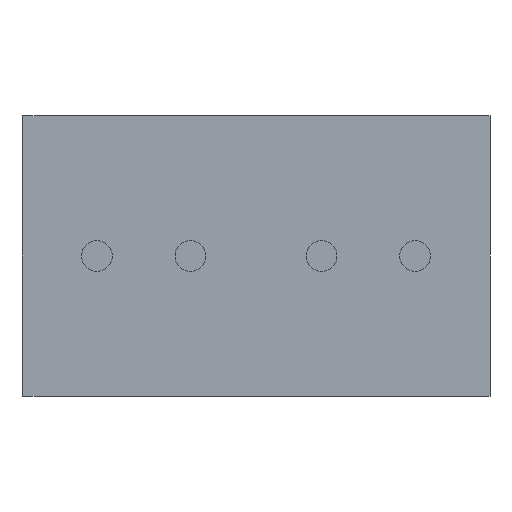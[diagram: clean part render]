
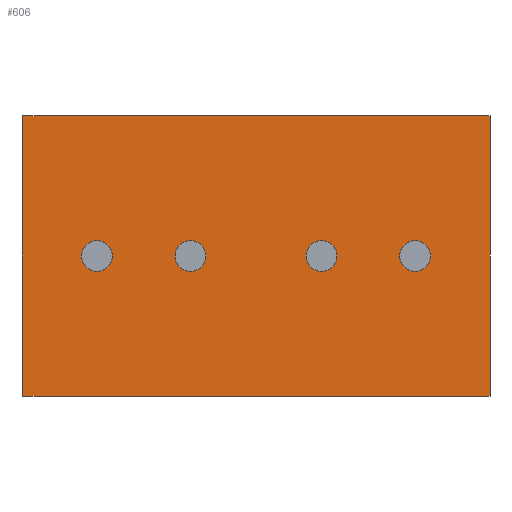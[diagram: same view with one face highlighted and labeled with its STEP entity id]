
A CAD part, front view. The second image highlights one B-rep face of the part: STEP entity #606.
In plain terms, the highlighted planar face has unit normal (0, -1, 0).
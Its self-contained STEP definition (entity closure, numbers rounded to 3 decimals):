
#1 = EDGE_CURVE ( 'NONE', #544, #162, #520, .T. ) ;
#2 = EDGE_CURVE ( 'NONE', #241, #636, #532, .T. ) ;
#8 = EDGE_CURVE ( 'NONE', #25, #62, #623, .T. ) ;
#16 = CARTESIAN_POINT ( 'NONE',  ( 0., -15.5, 15. ) ) ;
#23 = CIRCLE ( 'NONE', #690, 1.65 ) ;
#25 = VERTEX_POINT ( 'NONE', #91 ) ;
#31 = ORIENTED_EDGE ( 'NONE', *, *, #489, .F. ) ;
#33 = DIRECTION ( 'NONE',  ( 0., 0., 1. ) ) ;
#37 = DIRECTION ( 'NONE',  ( 0., -1., 0. ) ) ;
#39 = CARTESIAN_POINT ( 'NONE',  ( 7., -15.5, -1.65 ) ) ;
#60 = AXIS2_PLACEMENT_3D ( 'NONE', #345, #340, #535 ) ;
#61 = AXIS2_PLACEMENT_3D ( 'NONE', #411, #590, #33 ) ;
#62 = VERTEX_POINT ( 'NONE', #775 ) ;
#71 = AXIS2_PLACEMENT_3D ( 'NONE', #664, #37, #729 ) ;
#73 = EDGE_LOOP ( 'NONE', ( #437, #570 ) ) ;
#89 = EDGE_CURVE ( 'NONE', #241, #501, #515, .T. ) ;
#91 = CARTESIAN_POINT ( 'NONE',  ( 17., -15.5, -1.65 ) ) ;
#98 = CARTESIAN_POINT ( 'NONE',  ( -25., -15.5, 15. ) ) ;
#100 = CARTESIAN_POINT ( 'NONE',  ( -17., -15.5, 1.65 ) ) ;
#102 = FACE_BOUND ( 'NONE', #409, .T. ) ;
#106 = VERTEX_POINT ( 'NONE', #39 ) ;
#113 = ORIENTED_EDGE ( 'NONE', *, *, #395, .T. ) ;
#123 = EDGE_CURVE ( 'NONE', #62, #25, #189, .T. ) ;
#124 = DIRECTION ( 'NONE',  ( 0., -1., 0. ) ) ;
#126 = CIRCLE ( 'NONE', #622, 1.65 ) ;
#144 = CIRCLE ( 'NONE', #252, 1.65 ) ;
#149 = ORIENTED_EDGE ( 'NONE', *, *, #584, .F. ) ;
#150 = CARTESIAN_POINT ( 'NONE',  ( -7., -15.5, 0. ) ) ;
#157 = VERTEX_POINT ( 'NONE', #160 ) ;
#160 = CARTESIAN_POINT ( 'NONE',  ( -17., -15.5, -1.65 ) ) ;
#162 = VERTEX_POINT ( 'NONE', #670 ) ;
#189 = CIRCLE ( 'NONE', #71, 1.65 ) ;
#198 = DIRECTION ( 'NONE',  ( 0., -1., 0. ) ) ;
#199 = VERTEX_POINT ( 'NONE', #100 ) ;
#203 = DIRECTION ( 'NONE',  ( 0., 0., -1. ) ) ;
#219 = DIRECTION ( 'NONE',  ( 0., 0., 1. ) ) ;
#241 = VERTEX_POINT ( 'NONE', #361 ) ;
#243 = ORIENTED_EDGE ( 'NONE', *, *, #123, .F. ) ;
#252 = AXIS2_PLACEMENT_3D ( 'NONE', #684, #552, #727 ) ;
#270 = CARTESIAN_POINT ( 'NONE',  ( 0., -15.5, 15. ) ) ;
#275 = CARTESIAN_POINT ( 'NONE',  ( 25., -15.5, 15. ) ) ;
#284 = EDGE_CURVE ( 'NONE', #636, #422, #496, .T. ) ;
#286 = PLANE ( 'NONE',  #399 ) ;
#291 = EDGE_CURVE ( 'NONE', #106, #613, #337, .T. ) ;
#331 = ORIENTED_EDGE ( 'NONE', *, *, #284, .F. ) ;
#333 = DIRECTION ( 'NONE',  ( 0., 0., -1. ) ) ;
#335 = VECTOR ( 'NONE', #333, 1000. ) ;
#336 = FACE_BOUND ( 'NONE', #73, .T. ) ;
#337 = CIRCLE ( 'NONE', #712, 1.65 ) ;
#340 = DIRECTION ( 'NONE',  ( 0., -1., 0. ) ) ;
#345 = CARTESIAN_POINT ( 'NONE',  ( -17., -15.5, 0. ) ) ;
#350 = DIRECTION ( 'NONE',  ( 0., 1., 0. ) ) ;
#361 = CARTESIAN_POINT ( 'NONE',  ( -25., -15.5, 15. ) ) ;
#373 = DIRECTION ( 'NONE',  ( 0., 0., 1. ) ) ;
#387 = CARTESIAN_POINT ( 'NONE',  ( 25., -15.5, -15. ) ) ;
#391 = ORIENTED_EDGE ( 'NONE', *, *, #1, .F. ) ;
#395 = EDGE_CURVE ( 'NONE', #501, #422, #531, .T. ) ;
#399 = AXIS2_PLACEMENT_3D ( 'NONE', #270, #350, #219 ) ;
#409 = EDGE_LOOP ( 'NONE', ( #149, #391 ) ) ;
#411 = CARTESIAN_POINT ( 'NONE',  ( 17., -15.5, 0. ) ) ;
#415 = DIRECTION ( 'NONE',  ( 0., -1., 0. ) ) ;
#422 = VERTEX_POINT ( 'NONE', #387 ) ;
#425 = EDGE_LOOP ( 'NONE', ( #510, #243 ) ) ;
#437 = ORIENTED_EDGE ( 'NONE', *, *, #783, .F. ) ;
#442 = AXIS2_PLACEMENT_3D ( 'NONE', #462, #707, #203 ) ;
#443 = DIRECTION ( 'NONE',  ( 0., 0., -1. ) ) ;
#452 = ORIENTED_EDGE ( 'NONE', *, *, #89, .T. ) ;
#456 = DIRECTION ( 'NONE',  ( 1., 0., 0. ) ) ;
#461 = FACE_BOUND ( 'NONE', #652, .T. ) ;
#462 = CARTESIAN_POINT ( 'NONE',  ( -7., -15.5, 0. ) ) ;
#466 = FACE_BOUND ( 'NONE', #425, .T. ) ;
#482 = VECTOR ( 'NONE', #583, 1000. ) ;
#489 = EDGE_CURVE ( 'NONE', #613, #106, #23, .T. ) ;
#491 = ORIENTED_EDGE ( 'NONE', *, *, #2, .F. ) ;
#496 = LINE ( 'NONE', #756, #651 ) ;
#501 = VERTEX_POINT ( 'NONE', #714 ) ;
#502 = CIRCLE ( 'NONE', #60, 1.65 ) ;
#508 = CARTESIAN_POINT ( 'NONE',  ( 7., -15.5, 0. ) ) ;
#510 = ORIENTED_EDGE ( 'NONE', *, *, #8, .F. ) ;
#515 = LINE ( 'NONE', #98, #335 ) ;
#520 = CIRCLE ( 'NONE', #442, 1.65 ) ;
#531 = LINE ( 'NONE', #589, #482 ) ;
#532 = LINE ( 'NONE', #16, #547 ) ;
#535 = DIRECTION ( 'NONE',  ( 0., 0., -1. ) ) ;
#544 = VERTEX_POINT ( 'NONE', #638 ) ;
#547 = VECTOR ( 'NONE', #456, 1000. ) ;
#552 = DIRECTION ( 'NONE',  ( 0., -1., 0. ) ) ;
#570 = ORIENTED_EDGE ( 'NONE', *, *, #632, .F. ) ;
#583 = DIRECTION ( 'NONE',  ( 1., 0., 0. ) ) ;
#584 = EDGE_CURVE ( 'NONE', #162, #544, #126, .T. ) ;
#589 = CARTESIAN_POINT ( 'NONE',  ( 0., -15.5, -15. ) ) ;
#590 = DIRECTION ( 'NONE',  ( 0., -1., 0. ) ) ;
#606 = ADVANCED_FACE ( 'NONE', ( #336, #102, #461, #466, #718 ), #286, .F. ) ;
#613 = VERTEX_POINT ( 'NONE', #713 ) ;
#622 = AXIS2_PLACEMENT_3D ( 'NONE', #150, #415, #662 ) ;
#623 = CIRCLE ( 'NONE', #61, 1.65 ) ;
#628 = DIRECTION ( 'NONE',  ( 0., 0., 1. ) ) ;
#632 = EDGE_CURVE ( 'NONE', #199, #157, #502, .T. ) ;
#633 = ORIENTED_EDGE ( 'NONE', *, *, #291, .F. ) ;
#636 = VERTEX_POINT ( 'NONE', #275 ) ;
#638 = CARTESIAN_POINT ( 'NONE',  ( -7., -15.5, 1.65 ) ) ;
#651 = VECTOR ( 'NONE', #443, 1000. ) ;
#652 = EDGE_LOOP ( 'NONE', ( #633, #31 ) ) ;
#662 = DIRECTION ( 'NONE',  ( 0., 0., -1. ) ) ;
#664 = CARTESIAN_POINT ( 'NONE',  ( 17., -15.5, 0. ) ) ;
#670 = CARTESIAN_POINT ( 'NONE',  ( -7., -15.5, -1.65 ) ) ;
#684 = CARTESIAN_POINT ( 'NONE',  ( -17., -15.5, 0. ) ) ;
#690 = AXIS2_PLACEMENT_3D ( 'NONE', #744, #124, #373 ) ;
#707 = DIRECTION ( 'NONE',  ( 0., -1., 0. ) ) ;
#712 = AXIS2_PLACEMENT_3D ( 'NONE', #508, #198, #628 ) ;
#713 = CARTESIAN_POINT ( 'NONE',  ( 7., -15.5, 1.65 ) ) ;
#714 = CARTESIAN_POINT ( 'NONE',  ( -25., -15.5, -15. ) ) ;
#718 = FACE_OUTER_BOUND ( 'NONE', #787, .T. ) ;
#727 = DIRECTION ( 'NONE',  ( 0., 0., -1. ) ) ;
#729 = DIRECTION ( 'NONE',  ( 0., 0., 1. ) ) ;
#744 = CARTESIAN_POINT ( 'NONE',  ( 7., -15.5, 0. ) ) ;
#756 = CARTESIAN_POINT ( 'NONE',  ( 25., -15.5, 15. ) ) ;
#775 = CARTESIAN_POINT ( 'NONE',  ( 17., -15.5, 1.65 ) ) ;
#783 = EDGE_CURVE ( 'NONE', #157, #199, #144, .T. ) ;
#787 = EDGE_LOOP ( 'NONE', ( #113, #331, #491, #452 ) ) ;
